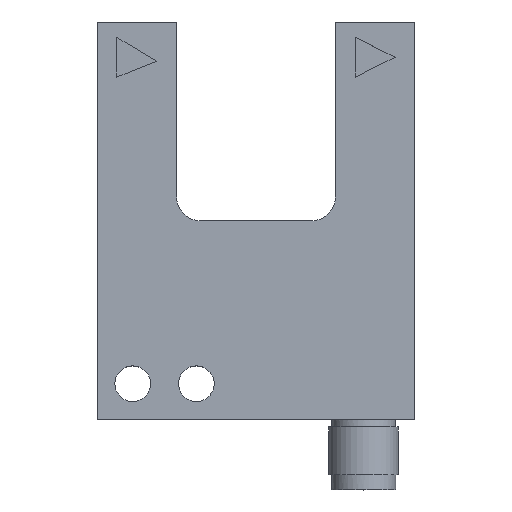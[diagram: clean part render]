
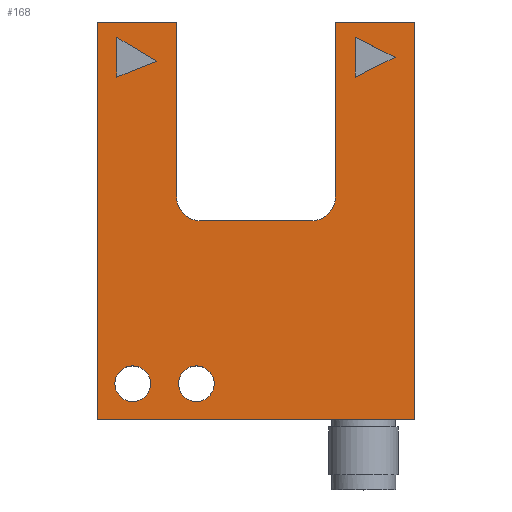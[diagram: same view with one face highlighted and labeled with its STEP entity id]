
A CAD part, top view. The second image highlights one B-rep face of the part: STEP entity #168.
In plain terms, the highlighted planar face has unit normal (0, 0, 1).
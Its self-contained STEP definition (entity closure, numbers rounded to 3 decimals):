
#168=ADVANCED_FACE('',(#469,#470,#471,#472,#473),#474,.T.);
#172=EDGE_CURVE('',#479,#324,#480,.T.);
#174=VERTEX_POINT('',#482);
#180=VERTEX_POINT('',#489);
#212=EDGE_CURVE('',#174,#230,#528,.T.);
#222=EDGE_CURVE('',#324,#290,#542,.T.);
#230=VERTEX_POINT('',#552);
#236=EDGE_CURVE('',#264,#479,#563,.T.);
#246=EDGE_CURVE('',#392,#577,#578,.T.);
#248=EDGE_CURVE('',#230,#342,#580,.T.);
#264=VERTEX_POINT('',#598);
#268=VERTEX_POINT('',#603);
#280=EDGE_CURVE('',#294,#428,#620,.T.);
#290=VERTEX_POINT('',#632);
#294=VERTEX_POINT('',#637);
#300=EDGE_CURVE('',#577,#392,#644,.T.);
#314=EDGE_CURVE('',#180,#294,#664,.T.);
#316=EDGE_CURVE('',#428,#666,#667,.T.);
#318=EDGE_CURVE('',#290,#174,#669,.T.);
#324=VERTEX_POINT('',#678);
#336=EDGE_CURVE('',#268,#264,#693,.T.);
#340=EDGE_CURVE('',#666,#268,#698,.T.);
#342=VERTEX_POINT('',#700);
#350=EDGE_CURVE('',#709,#388,#710,.T.);
#374=EDGE_CURVE('',#388,#709,#739,.T.);
#376=EDGE_CURVE('',#342,#180,#741,.T.);
#388=VERTEX_POINT('',#755);
#392=VERTEX_POINT('',#760);
#428=VERTEX_POINT('',#805);
#469=FACE_BOUND('',#840,.T.);
#470=FACE_BOUND('',#841,.T.);
#471=FACE_OUTER_BOUND('',#842,.T.);
#472=FACE_BOUND('',#843,.T.);
#473=FACE_BOUND('',#844,.T.);
#474=PLANE('',#845);
#479=VERTEX_POINT('',#851);
#480=CIRCLE('',#852,3.0);
#482=CARTESIAN_POINT('',(20.0,29.429,5.0));
#489=CARTESIAN_POINT('',(-20.0,29.429,5.0));
#528=LINE('',#915,#916);
#542=LINE('',#932,#933);
#552=CARTESIAN_POINT('',(20.0,-20.571,5.0));
#563=CIRCLE('',#955,3.0);
#577=VERTEX_POINT('',#972);
#578=CIRCLE('',#973,2.25);
#580=LINE('',#976,#977);
#598=CARTESIAN_POINT('',(7.,4.429,5.0));
#603=CARTESIAN_POINT('',(-7.,4.429,5.0));
#620=LINE('',#1047,#1048);
#632=CARTESIAN_POINT('',(10.,29.429,5.0));
#637=CARTESIAN_POINT('',(-10.0,29.429,5.0));
#644=CIRCLE('',#1082,2.25);
#664=LINE('',#1106,#1107);
#666=VERTEX_POINT('',#1110);
#667=CIRCLE('',#1111,3.0);
#669=LINE('',#1114,#1115);
#678=CARTESIAN_POINT('',(10.,7.429,5.0));
#693=LINE('',#1143,#1144);
#698=CIRCLE('',#1151,3.0);
#700=CARTESIAN_POINT('',(-20.0,-20.571,5.0));
#709=VERTEX_POINT('',#1165);
#710=CIRCLE('',#1166,2.25);
#739=CIRCLE('',#1202,2.25);
#741=LINE('',#1205,#1206);
#755=CARTESIAN_POINT('',(-9.75,-16.071,5.0));
#760=CARTESIAN_POINT('',(-17.75,-16.071,5.0));
#805=CARTESIAN_POINT('',(-10.0,7.429,5.0));
#840=EDGE_LOOP('',(#1344,#1345,#1346));
#841=EDGE_LOOP('',(#1347,#1348,#1349));
#842=EDGE_LOOP('',(#1350,#1351,#1352,#1353,#1354,#1355,#1356,#1357,#1358,#1359,#1360,#1361));
#843=EDGE_LOOP('',(#1362,#1363));
#844=EDGE_LOOP('',(#1364,#1365));
#845=AXIS2_PLACEMENT_3D('',#1366,#1367,#1368);
#851=CARTESIAN_POINT('',(9.121,5.308,5.0));
#852=AXIS2_PLACEMENT_3D('',#1378,#1379,#1380);
#915=CARTESIAN_POINT('',(20.0,29.429,5.0));
#916=VECTOR('',#1429,1.0);
#932=CARTESIAN_POINT('',(10.,7.429,5.0));
#933=VECTOR('',#1457,1.0);
#955=AXIS2_PLACEMENT_3D('',#1503,#1504,#1505);
#972=CARTESIAN_POINT('',(-13.25,-16.071,5.0));
#973=AXIS2_PLACEMENT_3D('',#1531,#1532,#1533);
#976=CARTESIAN_POINT('',(20.0,-20.571,5.0));
#977=VECTOR('',#1534,1.0);
#1047=CARTESIAN_POINT('',(-10.0,29.429,5.0));
#1048=VECTOR('',#1596,1.0);
#1082=AXIS2_PLACEMENT_3D('',#1617,#1618,#1619);
#1106=CARTESIAN_POINT('',(-20.0,29.429,5.0));
#1107=VECTOR('',#1656,1.0);
#1110=CARTESIAN_POINT('',(-9.121,5.308,5.0));
#1111=AXIS2_PLACEMENT_3D('',#1657,#1658,#1659);
#1114=CARTESIAN_POINT('',(10.,29.429,5.0));
#1115=VECTOR('',#1660,1.0);
#1143=CARTESIAN_POINT('',(-7.,4.429,5.0));
#1144=VECTOR('',#1700,1.0);
#1151=AXIS2_PLACEMENT_3D('',#1704,#1705,#1706);
#1165=CARTESIAN_POINT('',(-5.25,-16.071,5.0));
#1166=AXIS2_PLACEMENT_3D('',#1721,#1722,#1723);
#1202=AXIS2_PLACEMENT_3D('',#1757,#1758,#1759);
#1205=CARTESIAN_POINT('',(-20.0,-20.571,5.0));
#1206=VECTOR('',#1760,1.0);
#1344=ORIENTED_EDGE('',*,*,#1896,.T.);
#1345=ORIENTED_EDGE('',*,*,#1897,.T.);
#1346=ORIENTED_EDGE('',*,*,#1898,.T.);
#1347=ORIENTED_EDGE('',*,*,#1899,.T.);
#1348=ORIENTED_EDGE('',*,*,#1900,.T.);
#1349=ORIENTED_EDGE('',*,*,#1901,.T.);
#1350=ORIENTED_EDGE('',*,*,#376,.F.);
#1351=ORIENTED_EDGE('',*,*,#248,.F.);
#1352=ORIENTED_EDGE('',*,*,#212,.F.);
#1353=ORIENTED_EDGE('',*,*,#318,.F.);
#1354=ORIENTED_EDGE('',*,*,#222,.F.);
#1355=ORIENTED_EDGE('',*,*,#172,.F.);
#1356=ORIENTED_EDGE('',*,*,#236,.F.);
#1357=ORIENTED_EDGE('',*,*,#336,.F.);
#1358=ORIENTED_EDGE('',*,*,#340,.F.);
#1359=ORIENTED_EDGE('',*,*,#316,.F.);
#1360=ORIENTED_EDGE('',*,*,#280,.F.);
#1361=ORIENTED_EDGE('',*,*,#314,.F.);
#1362=ORIENTED_EDGE('',*,*,#374,.T.);
#1363=ORIENTED_EDGE('',*,*,#350,.T.);
#1364=ORIENTED_EDGE('',*,*,#246,.T.);
#1365=ORIENTED_EDGE('',*,*,#300,.T.);
#1366=CARTESIAN_POINT('',(0.,4.986,5.0));
#1367=DIRECTION('',(0.,0.,1.0));
#1368=DIRECTION('',(1.0,0.,0.0));
#1378=CARTESIAN_POINT('',(7.,7.429,5.0));
#1379=DIRECTION('',(0.,0.,1.0));
#1380=DIRECTION('',(0.707,-0.707,0.));
#1429=DIRECTION('',(0.,-1.0,0.));
#1457=DIRECTION('',(0.,1.0,0.));
#1503=CARTESIAN_POINT('',(7.,7.429,5.0));
#1504=DIRECTION('',(0.,0.,1.0));
#1505=DIRECTION('',(0.707,-0.707,0.));
#1531=CARTESIAN_POINT('',(-15.5,-16.071,5.0));
#1532=DIRECTION('',(0.,0.,-1.0));
#1533=DIRECTION('',(1.0,0.,0.));
#1534=DIRECTION('',(-1.0,0.,0.));
#1596=DIRECTION('',(0.,-1.0,0.));
#1617=CARTESIAN_POINT('',(-15.5,-16.071,5.0));
#1618=DIRECTION('',(0.,0.,-1.0));
#1619=DIRECTION('',(1.0,0.,0.));
#1656=DIRECTION('',(1.0,0.,0.));
#1657=CARTESIAN_POINT('',(-7.,7.429,5.0));
#1658=DIRECTION('',(0.,0.,1.0));
#1659=DIRECTION('',(-0.707,-0.707,0.));
#1660=DIRECTION('',(1.0,0.,0.));
#1700=DIRECTION('',(1.0,0.,0.));
#1704=CARTESIAN_POINT('',(-7.,7.429,5.0));
#1705=DIRECTION('',(0.,0.,1.0));
#1706=DIRECTION('',(-0.707,-0.707,0.));
#1721=CARTESIAN_POINT('',(-7.5,-16.071,5.0));
#1722=DIRECTION('',(0.,0.,-1.0));
#1723=DIRECTION('',(1.0,0.,0.));
#1757=CARTESIAN_POINT('',(-7.5,-16.071,5.0));
#1758=DIRECTION('',(0.,0.,-1.0));
#1759=DIRECTION('',(1.0,0.,0.));
#1760=DIRECTION('',(0.,1.0,0.));
#1896=EDGE_CURVE('',#2009,#2010,#2011,.T.);
#1897=EDGE_CURVE('',#2010,#2012,#2013,.T.);
#1898=EDGE_CURVE('',#2012,#2009,#2014,.T.);
#1899=EDGE_CURVE('',#2015,#2016,#2017,.T.);
#1900=EDGE_CURVE('',#2016,#2018,#2019,.T.);
#1901=EDGE_CURVE('',#2018,#2015,#2020,.T.);
#2009=VERTEX_POINT('',#2154);
#2010=VERTEX_POINT('',#2155);
#2011=LINE('',#2156,#2157);
#2012=VERTEX_POINT('',#2158);
#2013=LINE('',#2159,#2160);
#2014=LINE('',#2161,#2162);
#2015=VERTEX_POINT('',#2163);
#2016=VERTEX_POINT('',#2164);
#2017=LINE('',#2165,#2166);
#2018=VERTEX_POINT('',#2167);
#2019=LINE('',#2168,#2169);
#2020=LINE('',#2170,#2171);
#2154=CARTESIAN_POINT('',(12.5,27.5,5.));
#2155=CARTESIAN_POINT('',(17.5,25.0,5.));
#2156=CARTESIAN_POINT('',(12.003,27.749,5.));
#2157=VECTOR('',#2373,1.0);
#2158=CARTESIAN_POINT('',(12.5,22.5,5.));
#2159=CARTESIAN_POINT('',(6.497,19.499,5.));
#2160=VECTOR('',#2374,1.0);
#2161=CARTESIAN_POINT('',(12.5,13.743,5.0));
#2162=VECTOR('',#2375,1.0);
#2163=CARTESIAN_POINT('',(-17.5,27.5,5.));
#2164=CARTESIAN_POINT('',(-12.5,24.5,5.));
#2165=CARTESIAN_POINT('',(-6.1,20.66,5.));
#2166=VECTOR('',#2376,1.0);
#2167=CARTESIAN_POINT('',(-17.5,22.5,5.));
#2168=CARTESIAN_POINT('',(-10.477,25.309,5.));
#2169=VECTOR('',#2377,1.0);
#2170=CARTESIAN_POINT('',(-17.5,13.743,5.0));
#2171=VECTOR('',#2378,1.0);
#2373=DIRECTION('',(0.894,-0.447,0.));
#2374=DIRECTION('',(-0.894,-0.447,0.));
#2375=DIRECTION('',(0.0,1.0,0.));
#2376=DIRECTION('',(0.857,-0.514,0.));
#2377=DIRECTION('',(-0.928,-0.371,0.));
#2378=DIRECTION('',(0.0,1.0,0.));
